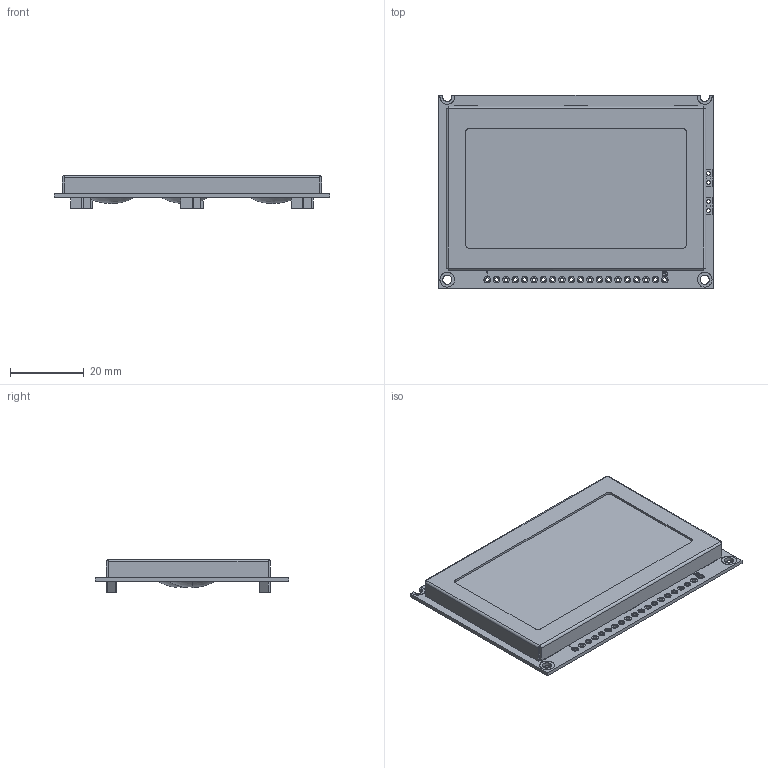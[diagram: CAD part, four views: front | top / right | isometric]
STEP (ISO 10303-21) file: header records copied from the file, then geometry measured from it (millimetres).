
FILE_DESCRIPTION(/* description */ (''),/* implementation_level */ '2;1');
FILE_NAME(/* name */ 'WIFBF3~1',/* time_stamp */ '2018-02-28T13:32:12+03:00',/* author */ (''),/* organization */ (''),/* preprocessor_version */ 'ST-DEVELOPER v15',/* originating_system */ '',/* authorisation */ '');
FILE_SCHEMA (('AUTOMOTIVE_DESIGN'));
Length unit declared in the file: millimetre
Products named in the file (1): Document
Bounding box: 75 x 52.7 x 8.94 mm (x, y, z)
Volume: 355.3 mm3; surface area: 10886.3 mm2
Topology: 55 solids, 89 shells, 594 faces, 1611 edges, 1116 vertices
Faces by surface type: bspline 304, plane 290
Entity records: 22598 total; most frequent: CARTESIAN_POINT 12492, ORIENTED_EDGE 2819, EDGE_CURVE 1605, VERTEX_POINT 1116, EDGE_LOOP 765, ADVANCED_FACE 594, FACE_OUTER_BOUND 594, B_SPLINE_CURVE_WITH_KNOTS 565
